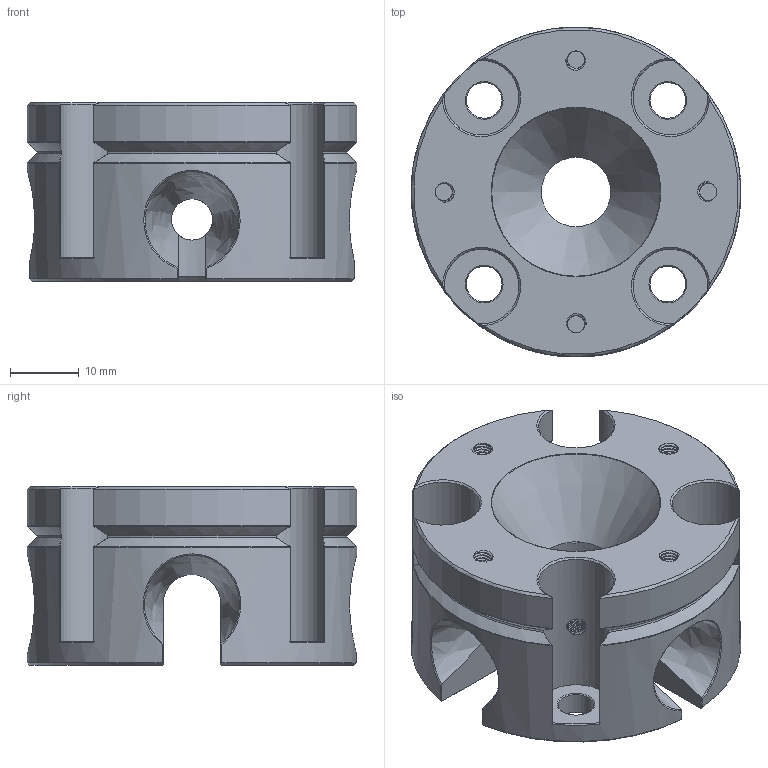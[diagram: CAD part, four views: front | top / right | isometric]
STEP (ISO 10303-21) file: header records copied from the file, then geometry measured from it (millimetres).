
FILE_DESCRIPTION(/* description */ (''),/* implementation_level */ '2;1');
FILE_NAME(/* name */ 'DAC-standard-cylinder.step',/* time_stamp */ '2025-05-29T20:26:50+01:00',/* author */ (''),/* organization */ (''),/* preprocessor_version */ 'ST-DEVELOPER v20.1',/* originating_system */ 'Autodesk Translation Framework v14.10.0.0',/* authorisation */ '');
FILE_SCHEMA (('AUTOMOTIVE_DESIGN { 1 0 10303 214 3 1 1 }'));
Length unit declared in the file: millimetre
Products named in the file (2): DAC-standard-cylinder; DAC-standard-cylinder_1
Assembly tree (1 placements, depth 2):
  DAC-standard-cylinder
    DAC-standard-cylinder_1
Bounding box: 48 x 48 x 26 mm (x, y, z)
Volume: 24983.9 mm3; surface area: 11790.9 mm2
Topology: 1 solids, 1 shells, 407 faces, 1176 edges, 775 vertices
Faces by surface type: cylinder 224, plane 69, bspline 66, cone 44, torus 4
Full cylindrical faces by diameter (mm): 2.529 x36, 3.086 x28, 5.2 x4, 18 x1, 48 x1
Entity records: 27612 total; most frequent: CARTESIAN_POINT 18475, ORIENTED_EDGE 2352, DIRECTION 1241, EDGE_CURVE 1176, VERTEX_POINT 775, B_SPLINE_CURVE_WITH_KNOTS 644, AXIS2_PLACEMENT_3D 455, EDGE_LOOP 431
